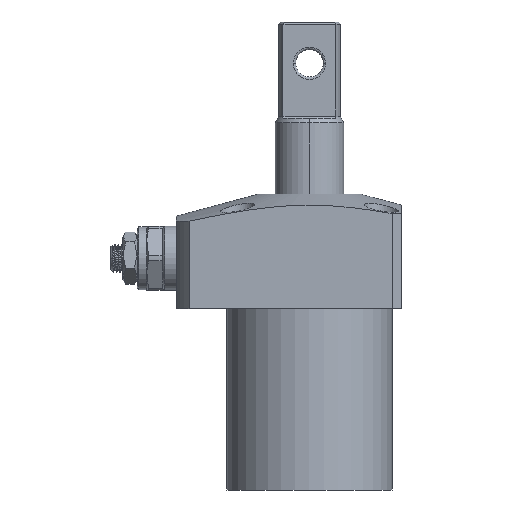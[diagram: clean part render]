
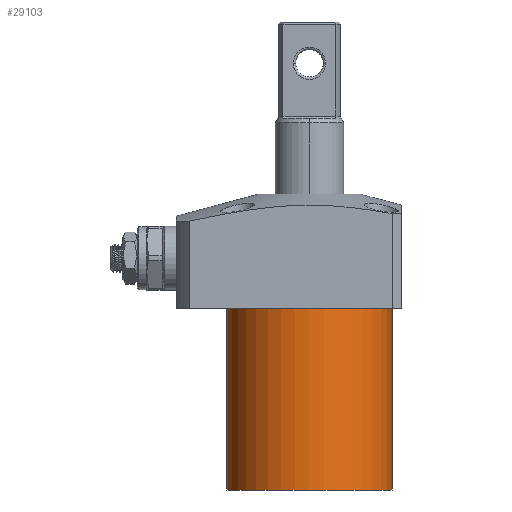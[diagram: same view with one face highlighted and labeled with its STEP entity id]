
A CAD part, front view. The second image highlights one B-rep face of the part: STEP entity #29103.
In plain terms, the highlighted cylindrical face has radius 18 mm (diameter 36 mm), a partial arc.
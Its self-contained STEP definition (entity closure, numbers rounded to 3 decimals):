
#623 = ORIENTED_EDGE ( 'NONE', *, *, #3823, .T. ) ;
#2673 = CIRCLE ( 'NONE', #11873, 18. ) ;
#3358 = VERTEX_POINT ( 'NONE', #26445 ) ;
#3823 = EDGE_CURVE ( 'NONE', #9175, #3358, #2673, .T. ) ;
#3855 = DIRECTION ( 'NONE',  ( 1., 0., 0. ) ) ;
#5533 = CARTESIAN_POINT ( 'NONE',  ( 0., 0., -39.5 ) ) ;
#6086 = DIRECTION ( 'NONE',  ( 0., 0., 1. ) ) ;
#9039 = LINE ( 'NONE', #28835, #12760 ) ;
#9134 = DIRECTION ( 'NONE',  ( 0., 0., 1. ) ) ;
#9175 = VERTEX_POINT ( 'NONE', #27046 ) ;
#9490 = EDGE_CURVE ( 'NONE', #18840, #22287, #24798, .T. ) ;
#11321 = CYLINDRICAL_SURFACE ( 'NONE', #26968, 18. ) ;
#11439 = VECTOR ( 'NONE', #9134, 1000. ) ;
#11873 = AXIS2_PLACEMENT_3D ( 'NONE', #23266, #22962, #30345 ) ;
#12186 = LINE ( 'NONE', #16397, #11439 ) ;
#12760 = VECTOR ( 'NONE', #26193, 1000. ) ;
#13001 = EDGE_CURVE ( 'NONE', #22287, #9175, #12186, .T. ) ;
#13940 = ORIENTED_EDGE ( 'NONE', *, *, #9490, .T. ) ;
#15028 = FACE_OUTER_BOUND ( 'NONE', #21280, .T. ) ;
#16397 = CARTESIAN_POINT ( 'NONE',  ( 18., 0., -39.5 ) ) ;
#18469 = CARTESIAN_POINT ( 'NONE',  ( -18., 0., -39.5 ) ) ;
#18840 = VERTEX_POINT ( 'NONE', #18469 ) ;
#20044 = DIRECTION ( 'NONE',  ( 1., 0., 0. ) ) ;
#20250 = DIRECTION ( 'NONE',  ( 0., 0., 1. ) ) ;
#20497 = CARTESIAN_POINT ( 'NONE',  ( 0., 0., -39.5 ) ) ;
#21280 = EDGE_LOOP ( 'NONE', ( #26813, #13940, #24518, #623 ) ) ;
#22287 = VERTEX_POINT ( 'NONE', #23820 ) ;
#22962 = DIRECTION ( 'NONE',  ( 0., 0., -1. ) ) ;
#23266 = CARTESIAN_POINT ( 'NONE',  ( 0., 0., 0. ) ) ;
#23820 = CARTESIAN_POINT ( 'NONE',  ( 18., 0., -39.5 ) ) ;
#24518 = ORIENTED_EDGE ( 'NONE', *, *, #13001, .T. ) ;
#24798 = CIRCLE ( 'NONE', #29629, 18. ) ;
#26193 = DIRECTION ( 'NONE',  ( 0., 0., 1. ) ) ;
#26445 = CARTESIAN_POINT ( 'NONE',  ( -18., 0., 0. ) ) ;
#26813 = ORIENTED_EDGE ( 'NONE', *, *, #28766, .F. ) ;
#26968 = AXIS2_PLACEMENT_3D ( 'NONE', #5533, #20250, #20044 ) ;
#27046 = CARTESIAN_POINT ( 'NONE',  ( 18., 0., 0. ) ) ;
#28766 = EDGE_CURVE ( 'NONE', #18840, #3358, #9039, .T. ) ;
#28835 = CARTESIAN_POINT ( 'NONE',  ( -18., 0., -39.5 ) ) ;
#29103 = ADVANCED_FACE ( 'NONE', ( #15028 ), #11321, .T. ) ;
#29629 = AXIS2_PLACEMENT_3D ( 'NONE', #20497, #6086, #3855 ) ;
#30345 = DIRECTION ( 'NONE',  ( 1., 0., 0. ) ) ;
